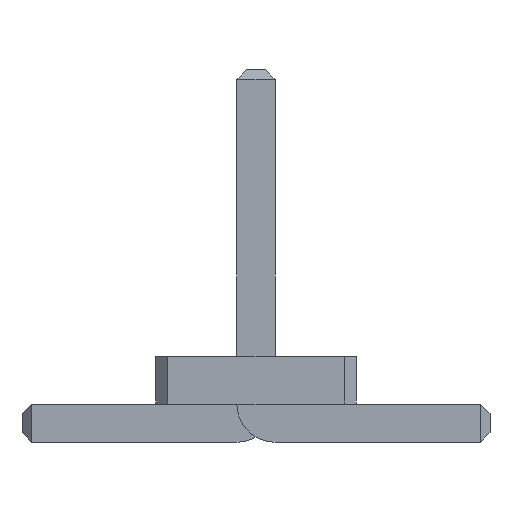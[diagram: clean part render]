
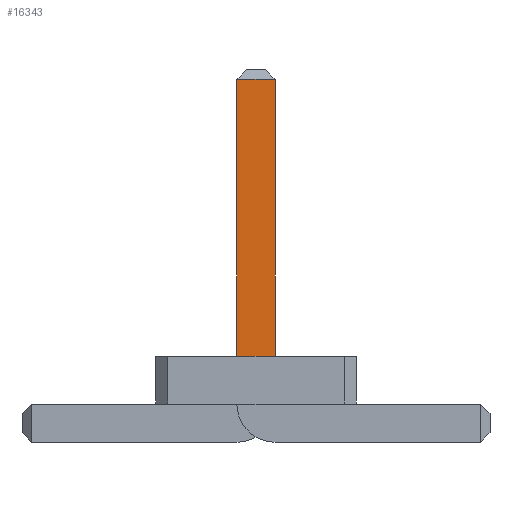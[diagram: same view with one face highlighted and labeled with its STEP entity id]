
A CAD part, front view. The second image highlights one B-rep face of the part: STEP entity #16343.
In plain terms, the highlighted planar face has unit normal (0, -1, 0).
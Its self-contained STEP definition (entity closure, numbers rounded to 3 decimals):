
#6113 = VERTEX_POINT('',#6114);
#6114 = CARTESIAN_POINT('',(0.2,-21.155,0.9));
#6129 = VERTEX_POINT('',#6130);
#6130 = CARTESIAN_POINT('',(-0.2,-21.155,0.9));
#6136 = EDGE_CURVE('',#6113,#6129,#6137,.T.);
#6137 = LINE('',#6138,#6139);
#6138 = CARTESIAN_POINT('',(-0.562,-21.155,0.9));
#6139 = VECTOR('',#6140,1.);
#6140 = DIRECTION('',(-1.,-0.,-0.));
#16325 = VERTEX_POINT('',#16326);
#16326 = CARTESIAN_POINT('',(0.2,-21.155,3.8));
#16332 = EDGE_CURVE('',#16325,#6113,#16333,.T.);
#16333 = LINE('',#16334,#16335);
#16334 = CARTESIAN_POINT('',(0.2,-21.155,3.9));
#16335 = VECTOR('',#16336,1.);
#16336 = DIRECTION('',(0.,0.,-1.));
#16343 = ADVANCED_FACE('',(#16344),#16362,.T.);
#16344 = FACE_BOUND('',#16345,.T.);
#16345 = EDGE_LOOP('',(#16346,#16354,#16355,#16356));
#16346 = ORIENTED_EDGE('',*,*,#16347,.F.);
#16347 = EDGE_CURVE('',#6129,#16348,#16350,.T.);
#16348 = VERTEX_POINT('',#16349);
#16349 = CARTESIAN_POINT('',(-0.2,-21.155,3.8));
#16350 = LINE('',#16351,#16352);
#16351 = CARTESIAN_POINT('',(-0.2,-21.155,0.));
#16352 = VECTOR('',#16353,1.);
#16353 = DIRECTION('',(0.,0.,1.));
#16354 = ORIENTED_EDGE('',*,*,#6136,.F.);
#16355 = ORIENTED_EDGE('',*,*,#16332,.F.);
#16356 = ORIENTED_EDGE('',*,*,#16357,.F.);
#16357 = EDGE_CURVE('',#16348,#16325,#16358,.T.);
#16358 = LINE('',#16359,#16360);
#16359 = CARTESIAN_POINT('',(-0.2,-21.155,3.8));
#16360 = VECTOR('',#16361,1.);
#16361 = DIRECTION('',(1.,0.,0.));
#16362 = PLANE('',#16363);
#16363 = AXIS2_PLACEMENT_3D('',#16364,#16365,#16366);
#16364 = CARTESIAN_POINT('',(-0.2,-21.155,3.9));
#16365 = DIRECTION('',(0.,-1.,0.));
#16366 = DIRECTION('',(0.,0.,-1.));
